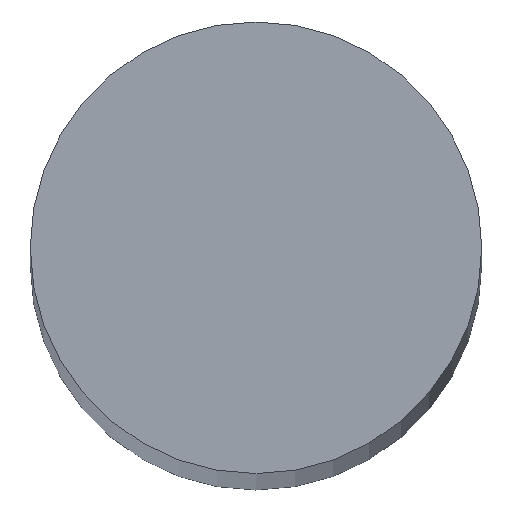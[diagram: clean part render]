
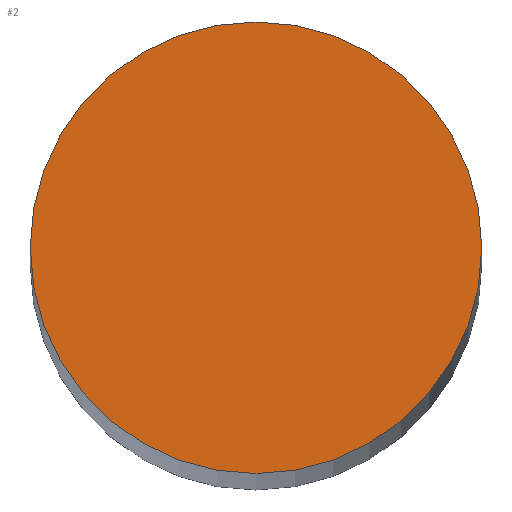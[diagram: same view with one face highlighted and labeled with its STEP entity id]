
A CAD part, top view. The second image highlights one B-rep face of the part: STEP entity #2.
In plain terms, the highlighted planar face has unit normal (0, 0, 1).
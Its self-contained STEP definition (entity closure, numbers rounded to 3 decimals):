
#2 = ADVANCED_FACE ( 'NONE', ( #32 ), #94, .T. ) ;
#12 = CIRCLE ( 'NONE', #167, 6. ) ;
#20 = CIRCLE ( 'NONE', #173, 6. ) ;
#23 = ORIENTED_EDGE ( 'NONE', *, *, #170, .T. ) ;
#24 = ORIENTED_EDGE ( 'NONE', *, *, #168, .T. ) ;
#28 = EDGE_LOOP ( 'NONE', ( #24, #23 ) ) ;
#32 = FACE_OUTER_BOUND ( 'NONE', #28, .T. ) ;
#40 = DIRECTION ( 'NONE',  ( 1., 0., 0. ) ) ;
#41 = VERTEX_POINT ( 'NONE', #96 ) ;
#45 = VERTEX_POINT ( 'NONE', #91 ) ;
#46 = DIRECTION ( 'NONE',  ( 1., 0., 0. ) ) ;
#49 = DIRECTION ( 'NONE',  ( 1., 0., 0. ) ) ;
#53 = CARTESIAN_POINT ( 'NONE',  ( 0., 0., 250. ) ) ;
#84 = DIRECTION ( 'NONE',  ( 0., 0., 1. ) ) ;
#89 = CARTESIAN_POINT ( 'NONE',  ( 0., 0., 250. ) ) ;
#90 = CARTESIAN_POINT ( 'NONE',  ( 0., 0., 250. ) ) ;
#91 = CARTESIAN_POINT ( 'NONE',  ( 6., 0., 250. ) ) ;
#92 = DIRECTION ( 'NONE',  ( 0., 0., 1. ) ) ;
#94 = PLANE ( 'NONE',  #165 ) ;
#96 = CARTESIAN_POINT ( 'NONE',  ( -6., 0., 250. ) ) ;
#97 = DIRECTION ( 'NONE',  ( 0., 0., 1. ) ) ;
#165 = AXIS2_PLACEMENT_3D ( 'NONE', #90, #84, #49 ) ;
#167 = AXIS2_PLACEMENT_3D ( 'NONE', #89, #92, #40 ) ;
#168 = EDGE_CURVE ( 'NONE', #41, #45, #20, .T. ) ;
#170 = EDGE_CURVE ( 'NONE', #45, #41, #12, .T. ) ;
#173 = AXIS2_PLACEMENT_3D ( 'NONE', #53, #97, #46 ) ;
